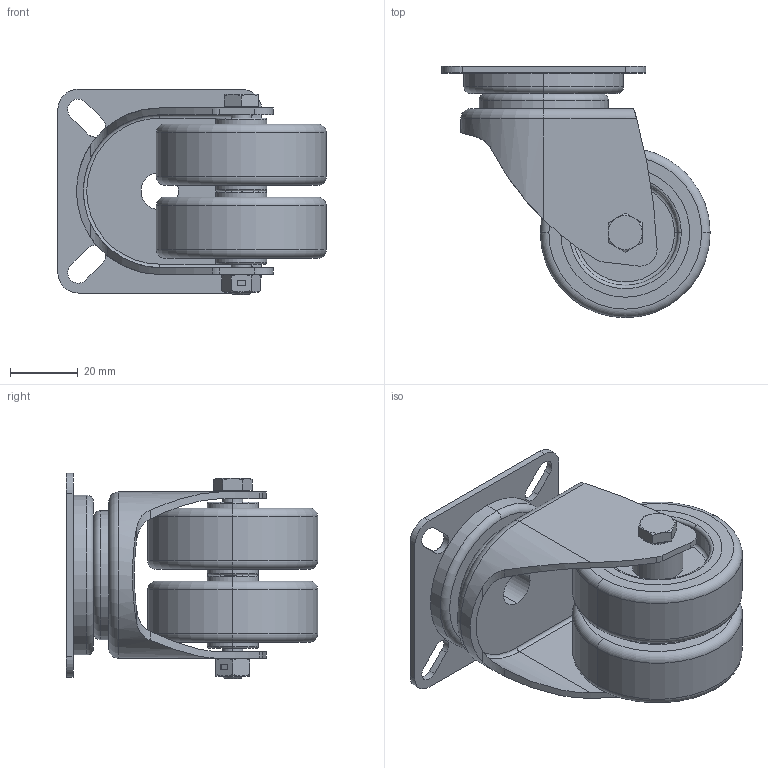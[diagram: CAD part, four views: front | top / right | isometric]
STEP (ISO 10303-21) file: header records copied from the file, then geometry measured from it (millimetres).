
FILE_DESCRIPTION (( 'STEP AP214' ), '1' );
FILE_NAME ('0010864INF_L-AD-TPGK-050-G-3.STEP', '2018-04-17T08:17:29', ( '' ), ( '' ), 'SwSTEP 2.0', 'SolidWorks 2018', '' );
FILE_SCHEMA (( 'AUTOMOTIVE_DESIGN' ));
Length unit declared in the file: millimetre
Products named in the file (1): 0010864INF_L-AD-TPGK-050-G-3
Bounding box: 79 x 74 x 60.5 mm (x, y, z)
Volume: 85603.2 mm3; surface area: 47257.4 mm2
Topology: 7 solids, 7 shells, 246 faces, 566 edges, 348 vertices
Faces by surface type: cylinder 87, plane 81, torus 52, cone 26
Entity records: 10094 total; most frequent: CARTESIAN_POINT 1531, DIRECTION 1312, ORIENTED_EDGE 1132, EDGE_CURVE 566, AXIS2_PLACEMENT_3D 553, VERTEX_POINT 348, CIRCLE 306, EDGE_LOOP 284
